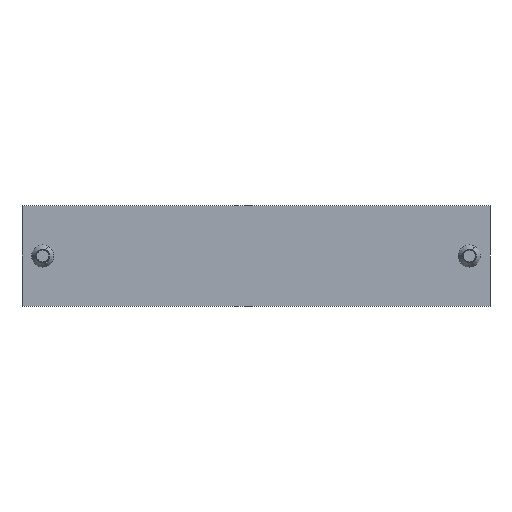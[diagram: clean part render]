
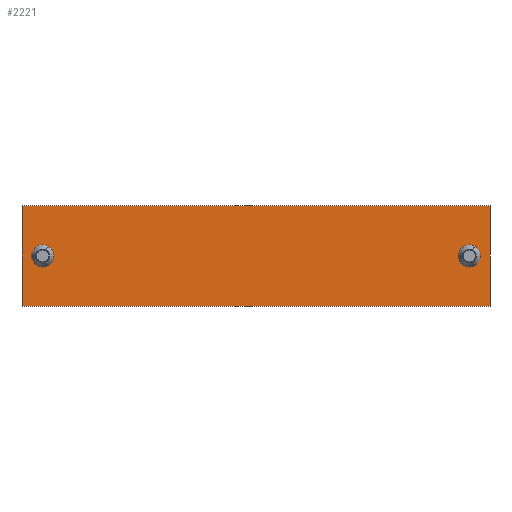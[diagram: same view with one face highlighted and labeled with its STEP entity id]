
A CAD part, front view. The second image highlights one B-rep face of the part: STEP entity #2221.
In plain terms, the highlighted planar face has unit normal (0, -1, 0).
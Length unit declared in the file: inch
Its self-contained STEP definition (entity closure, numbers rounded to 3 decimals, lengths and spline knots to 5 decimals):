
#253 = EDGE_CURVE ( 'Edge3', #319, #254, #882, .T. ) ;
#254 = VERTEX_POINT ( 'NONE', #837 ) ;
#310 = EDGE_CURVE ( 'Edge11', #311, #312, #1000, .T. ) ;
#311 = VERTEX_POINT ( 'NONE', #919 ) ;
#312 = VERTEX_POINT ( 'NONE', #918 ) ;
#317 = EDGE_CURVE ( 'Edge10', #318, #319, #940, .T. ) ;
#318 = VERTEX_POINT ( 'NONE', #913 ) ;
#319 = VERTEX_POINT ( 'NONE', #912 ) ;
#329 = EDGE_CURVE ( 'Edge6', #254, #330, #994, .T. ) ;
#330 = VERTEX_POINT ( 'NONE', #990 ) ;
#367 = EDGE_CURVE ( 'Edge8', #330, #318, #1106, .T. ) ;
#510 = VERTEX_POINT ( 'NONE', #1024 ) ;
#511 = VERTEX_POINT ( 'NONE', #1025 ) ;
#518 = EDGE_CURVE ( 'Edge9', #510, #511, #1138, .T. ) ;
#837 = CARTESIAN_POINT ( 'NONE',  ( 2.55, 0., 0.55 ) ) ;
#838 = DIRECTION ( 'NONE',  ( 1., 0., 0. ) ) ;
#839 = VECTOR ( 'NONE', #838, 39.37008 ) ;
#881 = CARTESIAN_POINT ( 'NONE',  ( -2.55, 0., 0.55 ) ) ;
#882 = LINE ( 'NONE', #881, #839 ) ;
#912 = CARTESIAN_POINT ( 'NONE',  ( -2.55, 0., 0.55 ) ) ;
#913 = CARTESIAN_POINT ( 'NONE',  ( -2.55, 0., -0.55 ) ) ;
#914 = DIRECTION ( 'NONE',  ( 0., 0., 1. ) ) ;
#915 = VECTOR ( 'NONE', #914, 39.37008 ) ;
#918 = CARTESIAN_POINT ( 'NONE',  ( -2.325, 0., 0.117 ) ) ;
#919 = CARTESIAN_POINT ( 'NONE',  ( -2.325, 0., -0.117 ) ) ;
#920 = DIRECTION ( 'NONE',  ( 0., 0., 1. ) ) ;
#921 = DIRECTION ( 'NONE',  ( 0., 1., 0. ) ) ;
#940 = LINE ( 'NONE', #995, #915 ) ;
#990 = CARTESIAN_POINT ( 'NONE',  ( 2.55, 0., -0.55 ) ) ;
#991 = DIRECTION ( 'NONE',  ( 0., 0., -1. ) ) ;
#992 = VECTOR ( 'NONE', #991, 39.37008 ) ;
#993 = CARTESIAN_POINT ( 'NONE',  ( 2.55, 0., -0.55 ) ) ;
#994 = LINE ( 'NONE', #993, #992 ) ;
#995 = CARTESIAN_POINT ( 'NONE',  ( -2.55, 0., -0.55 ) ) ;
#998 = CARTESIAN_POINT ( 'NONE',  ( -2.325, 0., 0. ) ) ;
#999 = AXIS2_PLACEMENT_3D ( 'NONE', #998, #921, #920 ) ;
#1000 = CIRCLE ( 'NONE', #999, 0.117 ) ;
#1024 = CARTESIAN_POINT ( 'NONE',  ( 2.325, 0., -0.117 ) ) ;
#1025 = CARTESIAN_POINT ( 'NONE',  ( 2.325, 0., 0.117 ) ) ;
#1103 = DIRECTION ( 'NONE',  ( -1., 0., 0. ) ) ;
#1104 = VECTOR ( 'NONE', #1103, 39.37008 ) ;
#1105 = CARTESIAN_POINT ( 'NONE',  ( -2.55, 0., -0.55 ) ) ;
#1106 = LINE ( 'NONE', #1105, #1104 ) ;
#1134 = DIRECTION ( 'NONE',  ( 0., 0., 1. ) ) ;
#1135 = DIRECTION ( 'NONE',  ( 0., 1., 0. ) ) ;
#1136 = CARTESIAN_POINT ( 'NONE',  ( 2.325, 0., 0. ) ) ;
#1137 = AXIS2_PLACEMENT_3D ( 'NONE', #1136, #1135, #1134 ) ;
#1138 = CIRCLE ( 'NONE', #1137, 0.117 ) ;
#1261 = DIRECTION ( 'NONE',  ( 0., 0., 1. ) ) ;
#1262 = DIRECTION ( 'NONE',  ( 0., 1., 0. ) ) ;
#1263 = AXIS2_PLACEMENT_3D ( 'NONE', #1390, #1262, #1261 ) ;
#1264 = CIRCLE ( 'NONE', #1263, 0.117 ) ;
#1390 = CARTESIAN_POINT ( 'NONE',  ( 2.325, 0., 0. ) ) ;
#1397 = PLANE ( 'NONE',  #1443 ) ;
#1398 = FACE_OUTER_BOUND ( 'NONE', #2108, .T. ) ;
#1399 = FACE_BOUND ( 'NONE', #2133, .T. ) ;
#1400 = FACE_BOUND ( 'NONE', #2222, .T. ) ;
#1401 = DIRECTION ( 'NONE',  ( 0., 0., 1. ) ) ;
#1402 = DIRECTION ( 'NONE',  ( 0., 1., 0. ) ) ;
#1403 = CARTESIAN_POINT ( 'NONE',  ( -2.325, 0., 0. ) ) ;
#1404 = AXIS2_PLACEMENT_3D ( 'NONE', #1403, #1402, #1401 ) ;
#1440 = DIRECTION ( 'NONE',  ( 0., 0., 1. ) ) ;
#1441 = DIRECTION ( 'NONE',  ( 0., 1., 0. ) ) ;
#1442 = CARTESIAN_POINT ( 'NONE',  ( -2.55, 0., 0.55 ) ) ;
#1443 = AXIS2_PLACEMENT_3D ( 'NONE', #1442, #1441, #1440 ) ;
#1470 = CIRCLE ( 'NONE', #1404, 0.117 ) ;
#2106 = EDGE_CURVE ( 'Edge9', #511, #510, #1264, .T. ) ;
#2107 = ORIENTED_EDGE ( 'NONE', *, *, #518, .T. ) ;
#2108 = EDGE_LOOP ( 'NONE', ( #2109, #2110, #2111, #2112 ) ) ;
#2109 = ORIENTED_EDGE ( 'NONE', *, *, #317, .F. ) ;
#2110 = ORIENTED_EDGE ( 'NONE', *, *, #367, .F. ) ;
#2111 = ORIENTED_EDGE ( 'NONE', *, *, #329, .F. ) ;
#2112 = ORIENTED_EDGE ( 'NONE', *, *, #253, .F. ) ;
#2132 = ORIENTED_EDGE ( 'NONE', *, *, #310, .T. ) ;
#2133 = EDGE_LOOP ( 'NONE', ( #2134, #2107 ) ) ;
#2134 = ORIENTED_EDGE ( 'NONE', *, *, #2106, .T. ) ;
#2219 = ORIENTED_EDGE ( 'NONE', *, *, #2220, .T. ) ;
#2220 = EDGE_CURVE ( 'Edge11', #312, #311, #1470, .T. ) ;
#2221 = ADVANCED_FACE ( 'Face5', ( #1400, #1399, #1398 ), #1397, .F. ) ;
#2222 = EDGE_LOOP ( 'NONE', ( #2219, #2132 ) ) ;
